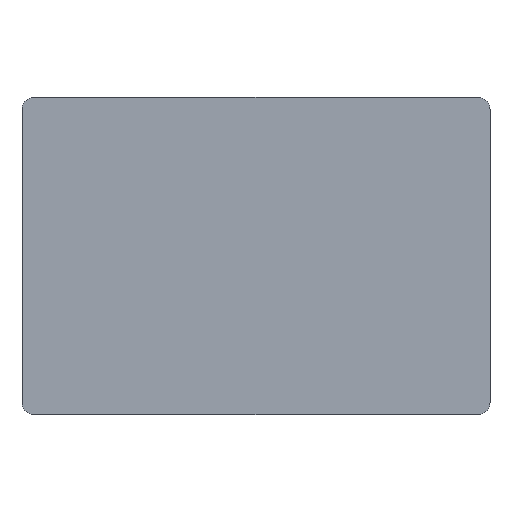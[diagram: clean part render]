
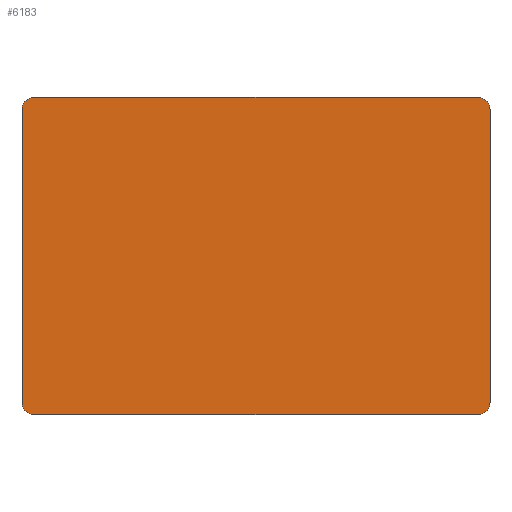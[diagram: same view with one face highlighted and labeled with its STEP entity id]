
A CAD part, front view. The second image highlights one B-rep face of the part: STEP entity #6183.
In plain terms, the highlighted planar face has unit normal (0, -1, 0).
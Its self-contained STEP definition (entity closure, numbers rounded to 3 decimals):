
#169=PLANE('',#6544);
#430=FACE_OUTER_BOUND('',#775,.T.);
#775=EDGE_LOOP('',(#4282,#4283,#4284,#4285,#4286,#4287,#4288,#4289));
#1130=LINE('',#8614,#1879);
#1133=LINE('',#8620,#1882);
#1134=LINE('',#8624,#1883);
#1135=LINE('',#8628,#1884);
#1879=VECTOR('',#6989,10.);
#1882=VECTOR('',#6994,10.);
#1883=VECTOR('',#6997,10.);
#1884=VECTOR('',#7000,10.);
#2626=CIRCLE('',#6541,4.);
#2628=CIRCLE('',#6545,4.);
#2629=CIRCLE('',#6546,4.);
#2630=CIRCLE('',#6547,4.);
#2729=VERTEX_POINT('',#8604);
#2730=VERTEX_POINT('',#8605);
#2733=VERTEX_POINT('',#8613);
#2735=VERTEX_POINT('',#8619);
#2736=VERTEX_POINT('',#8621);
#2737=VERTEX_POINT('',#8623);
#2738=VERTEX_POINT('',#8625);
#2739=VERTEX_POINT('',#8627);
#3335=EDGE_CURVE('',#2729,#2730,#2626,.T.);
#3339=EDGE_CURVE('',#2730,#2733,#1130,.T.);
#3342=EDGE_CURVE('',#2735,#2729,#1133,.T.);
#3343=EDGE_CURVE('',#2736,#2735,#2628,.T.);
#3344=EDGE_CURVE('',#2737,#2736,#1134,.T.);
#3345=EDGE_CURVE('',#2738,#2737,#2629,.T.);
#3346=EDGE_CURVE('',#2738,#2739,#1135,.T.);
#3347=EDGE_CURVE('',#2733,#2739,#2630,.T.);
#4282=ORIENTED_EDGE('',*,*,#3335,.F.);
#4283=ORIENTED_EDGE('',*,*,#3342,.F.);
#4284=ORIENTED_EDGE('',*,*,#3343,.F.);
#4285=ORIENTED_EDGE('',*,*,#3344,.F.);
#4286=ORIENTED_EDGE('',*,*,#3345,.F.);
#4287=ORIENTED_EDGE('',*,*,#3346,.T.);
#4288=ORIENTED_EDGE('',*,*,#3347,.F.);
#4289=ORIENTED_EDGE('',*,*,#3339,.F.);
#6183=ADVANCED_FACE('',(#430),#169,.F.);
#6541=AXIS2_PLACEMENT_3D('',#8606,#6981,#6982);
#6544=AXIS2_PLACEMENT_3D('',#8618,#6992,#6993);
#6545=AXIS2_PLACEMENT_3D('',#8622,#6995,#6996);
#6546=AXIS2_PLACEMENT_3D('',#8626,#6998,#6999);
#6547=AXIS2_PLACEMENT_3D('',#8629,#7001,#7002);
#6981=DIRECTION('center_axis',(0.,1.,0.));
#6982=DIRECTION('ref_axis',(0.707,0.,-0.707));
#6989=DIRECTION('',(-1.,0.,0.));
#6992=DIRECTION('center_axis',(0.,1.,0.));
#6993=DIRECTION('ref_axis',(1.,0.,0.));
#6994=DIRECTION('',(0.,0.,-1.));
#6995=DIRECTION('center_axis',(0.,1.,0.));
#6996=DIRECTION('ref_axis',(0.707,0.,0.707));
#6997=DIRECTION('',(1.,0.,0.));
#6998=DIRECTION('center_axis',(0.,1.,0.));
#6999=DIRECTION('ref_axis',(-0.707,0.,0.707));
#7000=DIRECTION('',(0.,0.,-1.));
#7001=DIRECTION('center_axis',(0.,1.,0.));
#7002=DIRECTION('ref_axis',(-0.707,0.,-0.707));
#8604=CARTESIAN_POINT('',(161.494,-2.646,-114.661));
#8605=CARTESIAN_POINT('',(157.494,-2.646,-118.661));
#8606=CARTESIAN_POINT('Origin',(157.494,-2.646,-114.661));
#8613=CARTESIAN_POINT('',(3.6,-2.646,-118.661));
#8614=CARTESIAN_POINT('',(80.547,-2.646,-118.661));
#8618=CARTESIAN_POINT('Origin',(80.547,-2.646,-76.573));
#8619=CARTESIAN_POINT('',(161.494,-2.646,-13.));
#8620=CARTESIAN_POINT('',(161.494,-2.646,-117.149));
#8621=CARTESIAN_POINT('',(157.494,-2.646,-9.));
#8622=CARTESIAN_POINT('Origin',(157.494,-2.646,-13.));
#8623=CARTESIAN_POINT('',(3.6,-2.646,-9.));
#8624=CARTESIAN_POINT('',(-0.4,-2.646,-9.));
#8625=CARTESIAN_POINT('',(-0.4,-2.646,-13.));
#8626=CARTESIAN_POINT('Origin',(3.6,-2.646,-13.));
#8627=CARTESIAN_POINT('',(-0.4,-2.646,-114.661));
#8628=CARTESIAN_POINT('',(-0.4,-2.646,-117.149));
#8629=CARTESIAN_POINT('Origin',(3.6,-2.646,-114.661));
